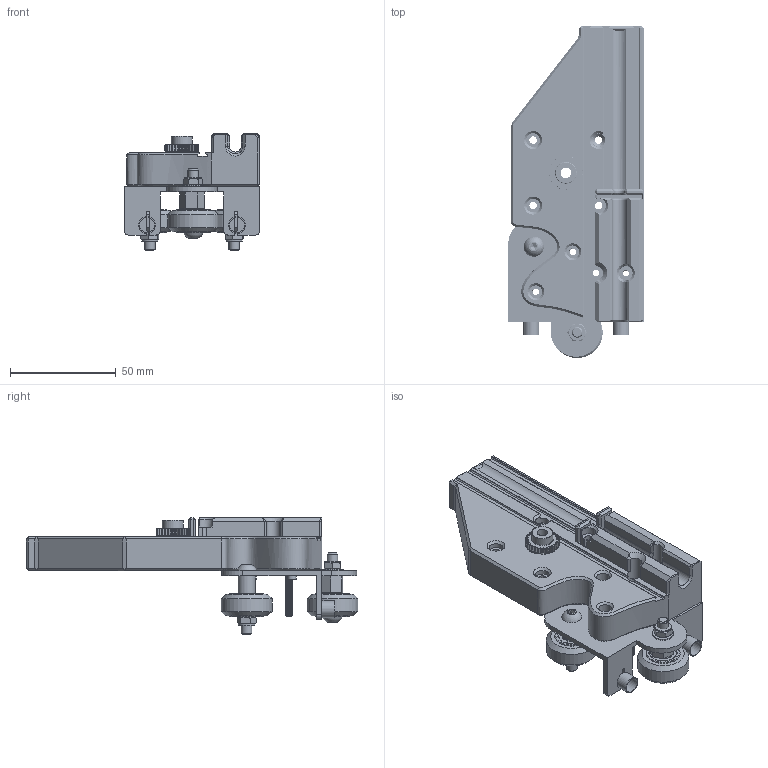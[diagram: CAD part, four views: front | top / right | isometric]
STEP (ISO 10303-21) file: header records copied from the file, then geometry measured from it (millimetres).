
FILE_DESCRIPTION(/* description */ (''),/* implementation_level */ '2;1');
FILE_NAME(/* name */ '1mL Plastic Syringe Head_v13.step',/* time_stamp */ '2023-08-31T11:33:04-07:00',/* author */ (''),/* organization */ (''),/* preprocessor_version */ 'ST-DEVELOPER v20',/* originating_system */ 'Autodesk Translation Framework v12.9.0.99',/* authorisation */ '');
FILE_SCHEMA (('AUTOMOTIVE_DESIGN { 1 0 10303 214 3 1 1 }'));
Length unit declared in the file: millimetre
Products named in the file (21): 1mL Plastic Syringe Head; Ender Carriage; Component12; V Wheel Component; Eccentric column; M5 washer; V Wheel Component_1; M5 Self-locking nut; V Wheel Component_2; Rollers; M5 washer1; 625pillow; M5X30 Pan Head Screw; Spacers for rollers; Copper Covers; Metal Mounting Bracket; Syringe Head; Syringe Holder; Ender3 Extruder Motor v4 (1); 20 Degree Pressure Angle Plastic Gear v1 (1); 92095A185_Button Head Hex Drive Screw
Assembly tree (35 placements, depth 4):
  1mL Plastic Syringe Head
    Ender Carriage
      Component12
      M5X30 Pan Head Screw  x3
      M5 Self-locking nut  x3
      V Wheel Component
        Rollers
        M5 washer1
        625pillow  x2
      Eccentric column
      M5 washer
      Spacers for rollers  x2
      Copper Covers  x2
      V Wheel Component_1
        Rollers
        M5 washer1
        625pillow  x2
      V Wheel Component_2
        Rollers
        M5 washer1
        625pillow  x2
      Metal Mounting Bracket
    Syringe Head
      Syringe Holder
      Ender3 Extruder Motor v4 (1)
        20 Degree Pressure Angle Plastic Gear v1 (1)
    92095A185_Button Head Hex Drive Screw
Bounding box: 64.1 x 157.05 x 55.33 mm (x, y, z)
Volume: 129376.8 mm3; surface area: 59092.8 mm2
Topology: 106 solids, 107 shells, 2049 faces, 5730 edges, 3739 vertices
Faces by surface type: plane 896, cylinder 591, sphere 220, torus 174, cone 139, bspline 29
Full cylindrical faces by diameter (mm): 0.197 x6, 0.277 x6, 2.35 x38, 3 x42, 3.2 x2, 3.4 x2, 3.5 x3, 4 x2, 4.134 x3, 5 x16, 5.2 x1, 5.4 x2, 5.5 x3, 5.6 x1, 5.7 x1, 6 x2, 6.5 x3, 6.6 x4, 7.2 x5, 7.78 x6, 8 x4, 8.4 x12, 8.925 x6, 8.964 x12, 10 x4, 10.2 x1, 11.5 x1, 12.075 x6, 12.6 x12, 13.134 x12
Entity records: 41114 total; most frequent: CARTESIAN_POINT 17959, ORIENTED_EDGE 4764, DIRECTION 4719, EDGE_CURVE 2383, AXIS2_PLACEMENT_3D 1844, VERTEX_POINT 1583, LINE 1031, VECTOR 1031
